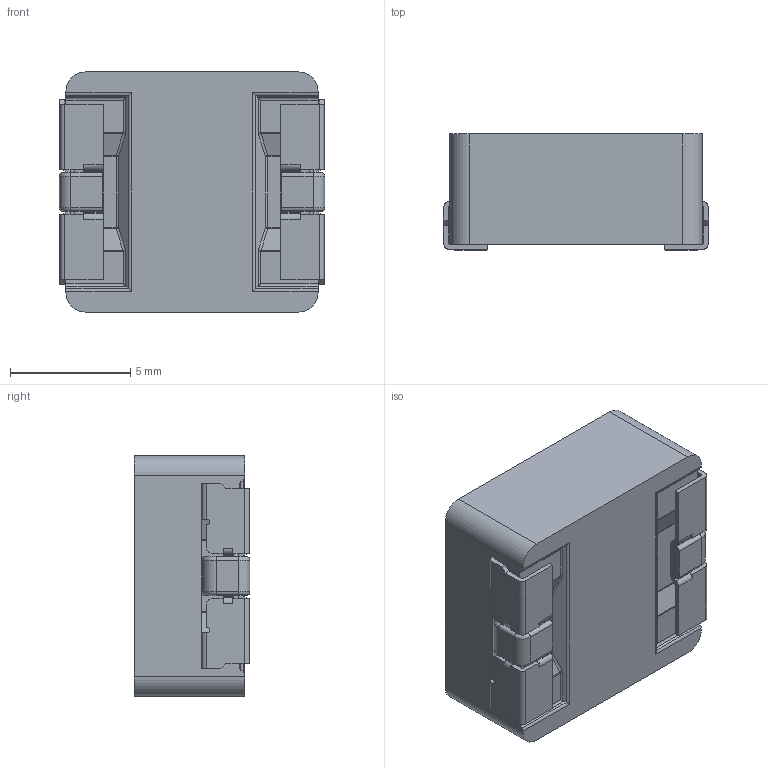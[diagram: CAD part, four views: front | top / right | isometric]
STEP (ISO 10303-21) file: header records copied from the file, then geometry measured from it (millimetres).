
FILE_DESCRIPTION (( 'STEP AP214' ), '1' );
FILE_NAME ('ETQP5M2R0YSC.STEP', '2021-10-12T03:21:45', ( '' ), ( '' ), 'SwSTEP 2.0', 'SolidWorks 2020', '' );
FILE_SCHEMA (( 'AUTOMOTIVE_DESIGN' ));
Length unit declared in the file: millimetre
Products named in the file (1): ETQP5M2R0YSC
Bounding box: 11.05 x 4.83 x 10 mm (x, y, z)
Volume: 475 mm3; surface area: 504.2 mm2
Topology: 1 solids, 1 shells, 275 faces, 784 edges, 492 vertices
Faces by surface type: plane 145, cylinder 112, torus 8, bspline 4, sphere 4, cone 2
Entity records: 11989 total; most frequent: CARTESIAN_POINT 1736, ORIENTED_EDGE 1560, DIRECTION 1500, EDGE_CURVE 780, VECTOR 524, LINE 524, VERTEX_POINT 492, AXIS2_PLACEMENT_3D 488
